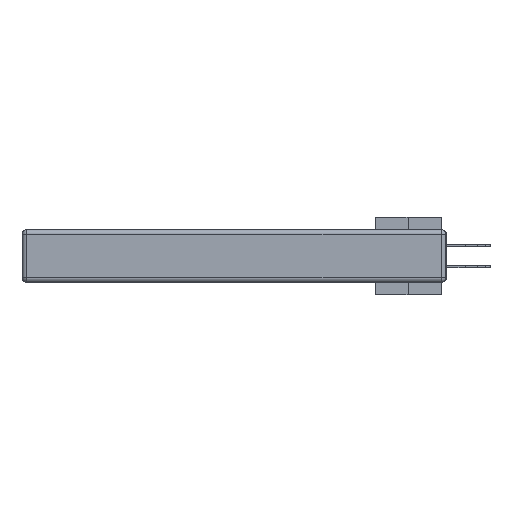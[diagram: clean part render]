
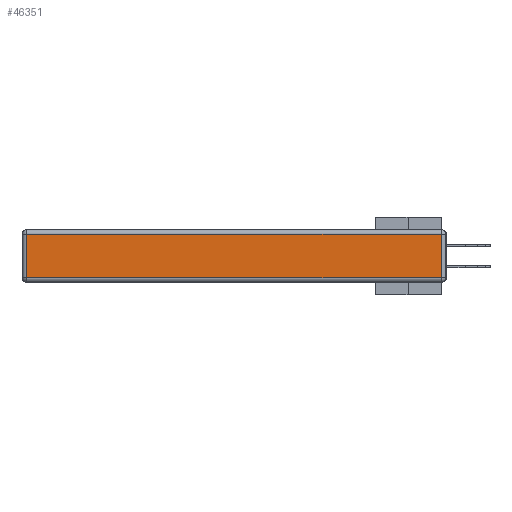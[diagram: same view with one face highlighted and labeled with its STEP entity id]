
A CAD part, left-side view. The second image highlights one B-rep face of the part: STEP entity #46351.
In plain terms, the highlighted planar face has unit normal (-1, 0, 0).
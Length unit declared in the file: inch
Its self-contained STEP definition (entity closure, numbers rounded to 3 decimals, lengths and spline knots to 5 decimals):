
#855 = CARTESIAN_POINT ( 'NONE',  ( 0., 0.03, -0.343 ) ) ;
#2093 = ORIENTED_EDGE ( 'NONE', *, *, #34538, .T. ) ;
#3993 = CARTESIAN_POINT ( 'NONE',  ( 0., 2.72, -0.03 ) ) ;
#5686 = VERTEX_POINT ( 'NONE', #29913 ) ;
#8046 = ORIENTED_EDGE ( 'NONE', *, *, #31759, .T. ) ;
#9760 = EDGE_CURVE ( 'NONE', #5686, #31926, #38453, .T. ) ;
#10261 = ORIENTED_EDGE ( 'NONE', *, *, #22095, .T. ) ;
#11353 = DIRECTION ( 'NONE',  ( 0., 0., -1. ) ) ;
#11441 = CARTESIAN_POINT ( 'NONE',  ( 0., 0., -0.313 ) ) ;
#11969 = EDGE_LOOP ( 'NONE', ( #8046, #43619, #2093, #10261 ) ) ;
#12400 = CARTESIAN_POINT ( 'NONE',  ( 0., 0.03, -0.03 ) ) ;
#13098 = LINE ( 'NONE', #11441, #21827 ) ;
#14214 = CARTESIAN_POINT ( 'NONE',  ( 0., 0., -0.343 ) ) ;
#17457 = PLANE ( 'NONE',  #26187 ) ;
#18665 = DIRECTION ( 'NONE',  ( 0., 1., 0. ) ) ;
#21362 = LINE ( 'NONE', #30517, #24874 ) ;
#21548 = DIRECTION ( 'NONE',  ( -1., 0., 0. ) ) ;
#21827 = VECTOR ( 'NONE', #30275, 39.37008 ) ;
#22095 = EDGE_CURVE ( 'NONE', #42026, #27296, #32533, .T. ) ;
#24811 = FACE_OUTER_BOUND ( 'NONE', #11969, .T. ) ;
#24874 = VECTOR ( 'NONE', #18665, 39.37008 ) ;
#26187 = AXIS2_PLACEMENT_3D ( 'NONE', #14214, #21548, #28825 ) ;
#26956 = CARTESIAN_POINT ( 'NONE',  ( 0., 2.72, -0.313 ) ) ;
#27296 = VERTEX_POINT ( 'NONE', #26956 ) ;
#28825 = DIRECTION ( 'NONE',  ( 0., 0., 1. ) ) ;
#29739 = VECTOR ( 'NONE', #45798, 39.37008 ) ;
#29913 = CARTESIAN_POINT ( 'NONE',  ( 0., 0.03, -0.313 ) ) ;
#30275 = DIRECTION ( 'NONE',  ( 0., -1., 0. ) ) ;
#30517 = CARTESIAN_POINT ( 'NONE',  ( 0., 2.75, -0.03 ) ) ;
#31348 = VECTOR ( 'NONE', #11353, 39.37008 ) ;
#31759 = EDGE_CURVE ( 'NONE', #27296, #5686, #13098, .T. ) ;
#31926 = VERTEX_POINT ( 'NONE', #12400 ) ;
#32533 = LINE ( 'NONE', #40792, #31348 ) ;
#34538 = EDGE_CURVE ( 'NONE', #31926, #42026, #21362, .T. ) ;
#38453 = LINE ( 'NONE', #855, #29739 ) ;
#40792 = CARTESIAN_POINT ( 'NONE',  ( 0., 2.72, -0.343 ) ) ;
#42026 = VERTEX_POINT ( 'NONE', #3993 ) ;
#43619 = ORIENTED_EDGE ( 'NONE', *, *, #9760, .T. ) ;
#45798 = DIRECTION ( 'NONE',  ( 0., 0., 1. ) ) ;
#46351 = ADVANCED_FACE ( 'NONE', ( #24811 ), #17457, .T. ) ;
